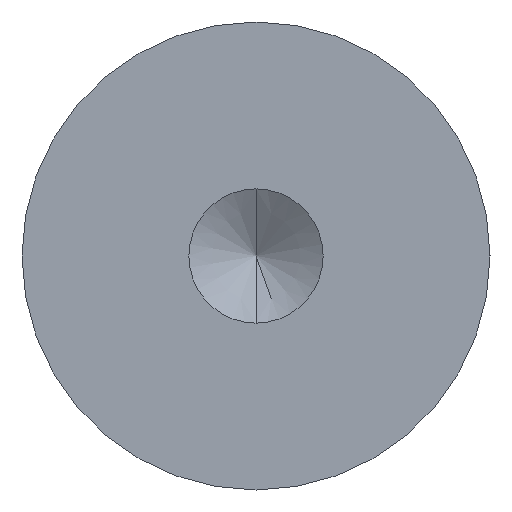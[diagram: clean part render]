
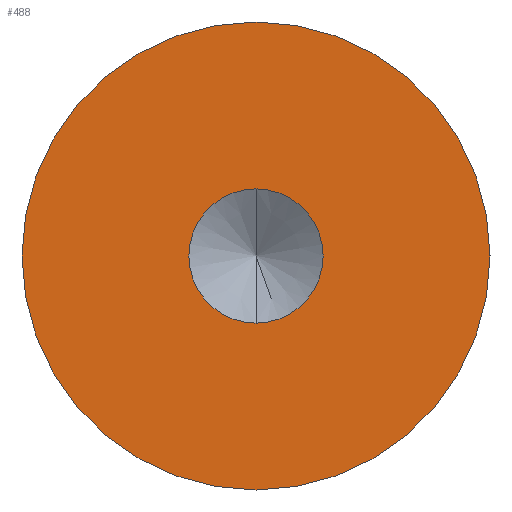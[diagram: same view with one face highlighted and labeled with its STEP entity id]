
A CAD part, left-side view. The second image highlights one B-rep face of the part: STEP entity #488.
In plain terms, the highlighted planar face has unit normal (-1, 0, 0).
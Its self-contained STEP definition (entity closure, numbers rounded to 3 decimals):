
#310=EDGE_CURVE('',#696,#476,#817,.T.);
#344=VERTEX_POINT('',#855);
#346=VERTEX_POINT('',#857);
#354=EDGE_CURVE('',#476,#696,#865,.T.);
#362=EDGE_CURVE('',#346,#344,#874,.T.);
#396=EDGE_CURVE('',#344,#346,#913,.T.);
#476=VERTEX_POINT('',#999);
#488=ADVANCED_FACE('',(#1014,#1015),#1016,.T.);
#696=VERTEX_POINT('',#1249);
#817=CIRCLE('',#1389,1.147);
#855=CARTESIAN_POINT('',(0.,0.0,4.0));
#857=CARTESIAN_POINT('',(0.,0.,-4.0));
#865=CIRCLE('',#1452,1.147);
#874=CIRCLE('',#1462,4.0);
#913=CIRCLE('',#1510,4.0);
#999=CARTESIAN_POINT('',(0.0,0.,-1.147));
#1014=FACE_OUTER_BOUND('',#1651,.T.);
#1015=FACE_BOUND('',#1652,.T.);
#1016=PLANE('',#1653);
#1249=CARTESIAN_POINT('',(0.0,0.0,1.147));
#1389=AXIS2_PLACEMENT_3D('',#2118,#2119,#2120);
#1452=AXIS2_PLACEMENT_3D('',#2168,#2169,#2170);
#1462=AXIS2_PLACEMENT_3D('',#2179,#2180,#2181);
#1510=AXIS2_PLACEMENT_3D('',#2236,#2237,#2238);
#1651=EDGE_LOOP('',(#2367,#2368));
#1652=EDGE_LOOP('',(#2369,#2370));
#1653=AXIS2_PLACEMENT_3D('',#2371,#2372,#2373);
#2118=CARTESIAN_POINT('',(0.0,0.0,0.0));
#2119=DIRECTION('',(1.0,0.0,-0.0));
#2120=DIRECTION('',(0.0,0.0,1.0));
#2168=CARTESIAN_POINT('',(0.0,0.0,0.0));
#2169=DIRECTION('',(1.0,0.0,-0.0));
#2170=DIRECTION('',(0.0,0.0,1.0));
#2179=CARTESIAN_POINT('',(0.,0.0,0.0));
#2180=DIRECTION('',(1.0,0.0,-0.0));
#2181=DIRECTION('',(0.0,0.0,1.0));
#2236=CARTESIAN_POINT('',(0.,0.0,0.0));
#2237=DIRECTION('',(1.0,0.0,-0.0));
#2238=DIRECTION('',(0.0,0.0,1.0));
#2367=ORIENTED_EDGE('',*,*,#396,.F.);
#2368=ORIENTED_EDGE('',*,*,#362,.F.);
#2369=ORIENTED_EDGE('',*,*,#310,.T.);
#2370=ORIENTED_EDGE('',*,*,#354,.T.);
#2371=CARTESIAN_POINT('',(0.,0.0,2.573));
#2372=DIRECTION('',(-1.0,0.0,0.));
#2373=DIRECTION('',(0.0,1.0,0.0));
